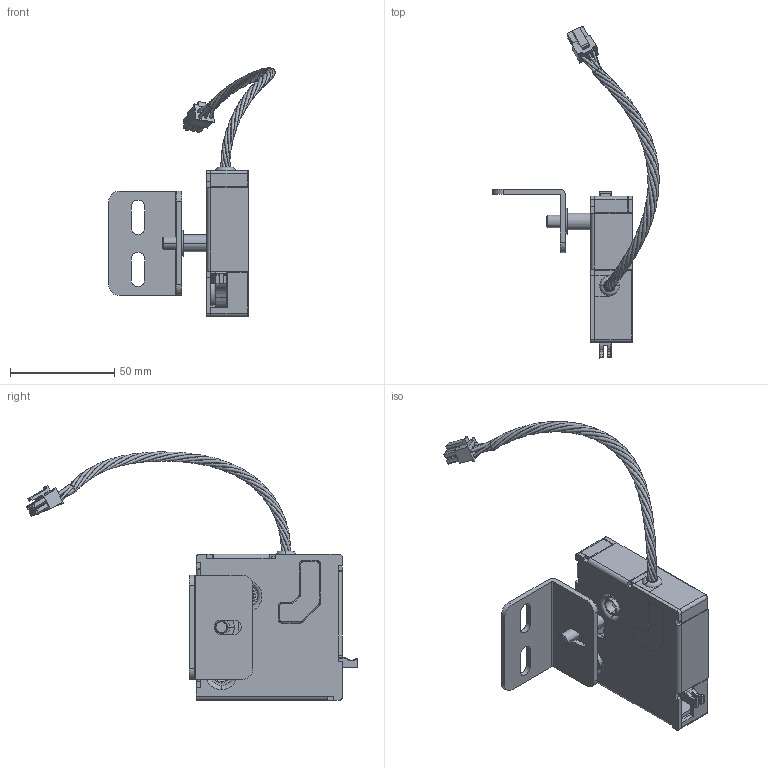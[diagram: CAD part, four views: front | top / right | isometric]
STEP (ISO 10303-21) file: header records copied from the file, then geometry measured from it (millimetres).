
FILE_DESCRIPTION (( 'STEP AP214' ), '1' );
FILE_NAME ('3331- Assembly.STEP', '2018-05-15T14:47:00', ( 'Mesan_IT' ), ( '' ), 'SwSTEP 2.0', 'SolidWorks 2017', '' );
FILE_SCHEMA (( 'AUTOMOTIVE_DESIGN' ));
Length unit declared in the file: millimetre
Products named in the file (23): NAUO6_kablo_5_kablo; NAUO7_kablo_6_kablo; 430250600; Plastic _ Cover-1; SS Trigger; Grommet; Sheet Metal _ Body; Stud-1; Stud; Sheet Metal _ Cover; SS Cam; Plastic _ Cover; _69; Plastic _ Housing; _45; disc_spring_bd013_070; 3331- Assembly; _34_1; _87; NAUO2_kablo_1_kablo; NAUO3_kablo_2_kablo; NAUO4_kablo_3_kablo; NAUO5_kablo_4_kablo
Assembly tree (22 placements, depth 2):
  3331- Assembly
    Plastic _ Housing
    Plastic _ Cover
    Sheet Metal _ Cover
    Stud
    Stud-1
    Sheet Metal _ Body
    Grommet
    SS Trigger
    Plastic _ Cover-1
    430250600
    NAUO7_kablo_6_kablo
    NAUO6_kablo_5_kablo
    NAUO5_kablo_4_kablo
    NAUO4_kablo_3_kablo
    NAUO3_kablo_2_kablo
    NAUO2_kablo_1_kablo
    _87
    _34_1
    disc_spring_bd013_070
    _45
    _69
    SS Cam
Bounding box: 79.95 x 159.2 x 119.25 mm (x, y, z)
Volume: 64391 mm3; surface area: 71049.6 mm2
Topology: 22 solids, 22 shells, 1490 faces, 3926 edges, 2486 vertices
Faces by surface type: plane 806, cylinder 405, torus 167, bspline 77, cone 23, sphere 12
Entity records: 76880 total; most frequent: CARTESIAN_POINT 22749, ORIENTED_EDGE 7802, DIRECTION 7570, EDGE_CURVE 3901, LINE 2572, VECTOR 2572, AXIS2_PLACEMENT_3D 2499, VERTEX_POINT 2483
